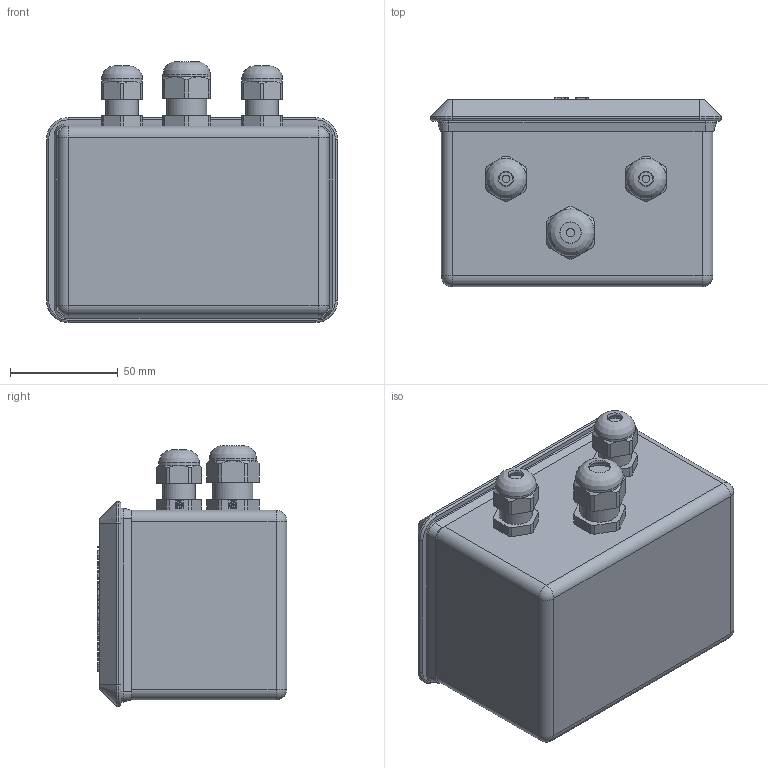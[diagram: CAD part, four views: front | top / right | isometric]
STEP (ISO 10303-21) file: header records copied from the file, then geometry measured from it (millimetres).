
FILE_DESCRIPTION(/* description */ (''),/* implementation_level */ '2;1');
FILE_NAME(/* name */ 'Baugruppe_Motordriver_Housing.stp',/* time_stamp */ '2016-03-01T17:06:48+01:00',/* author */ ('Jonas'),/* organization */ (''),/* preprocessor_version */ 'ST-DEVELOPER v16.1',/* originating_system */ 'Autodesk Inventor 2016',/* authorisation */ '');
FILE_SCHEMA (('AUTOMOTIVE_DESIGN { 1 0 10303 214 3 1 1 }'));
Length unit declared in the file: millimetre
Products named in the file (11): Druckgehäuse_Motordriver; Grundplatte_Motordriver; Motordriver_grob; Abstandsbolzen5mm; Abstandsbolzen30mm; Schraubenkopf_4mm; Baugruppe_Motordriver; Bauteil_Druckhülle_Motorcontroller_Deckel; SKINTOP ST PG 11      Art_ Nr_ 53015020(F=4)_Kunststoff; SKINTOP ST PG 9      Art_ Nr_ 53015010(F=3_5)_Kunststoff; Baugruppe_Motordriver_Housing
Assembly tree (24 placements, depth 3):
  Baugruppe_Motordriver_Housing
    Druckgehäuse_Motordriver
    Grundplatte_Motordriver
    Baugruppe_Motordriver  x4
      Motordriver_grob
      Abstandsbolzen5mm
      Abstandsbolzen30mm
      Schraubenkopf_4mm
    Bauteil_Druckhülle_Motorcontroller_Deckel
    SKINTOP ST PG 11      Art_ Nr_ 53015020(F=4)_Kunststoff
    SKINTOP ST PG 9      Art_ Nr_ 53015010(F=3_5)_Kunststoff  x2
Bounding box: 135 x 88 x 121 mm (x, y, z)
Volume: 336418.5 mm3; surface area: 195859.5 mm2
Topology: 62 solids, 62 shells, 1264 faces, 3234 edges, 2251 vertices
Faces by surface type: plane 715, cylinder 291, bspline 183, cone 45, torus 22, sphere 8
Full cylindrical faces by diameter (mm): 2 x16, 2.459 x32, 3 x32, 3.4 x64, 3.5 x2, 4 x1, 5 x16, 14.44 x4, 15 x2, 15.2 x4, 17.67 x2, 18 x1, 18.6 x2, 19 x2, 22 x1
Entity records: 20133 total; most frequent: CARTESIAN_POINT 5395, ORIENTED_EDGE 3130, DIRECTION 2540, EDGE_CURVE 1565, VERTEX_POINT 1049, LINE 908, VECTOR 908, AXIS2_PLACEMENT_3D 816
